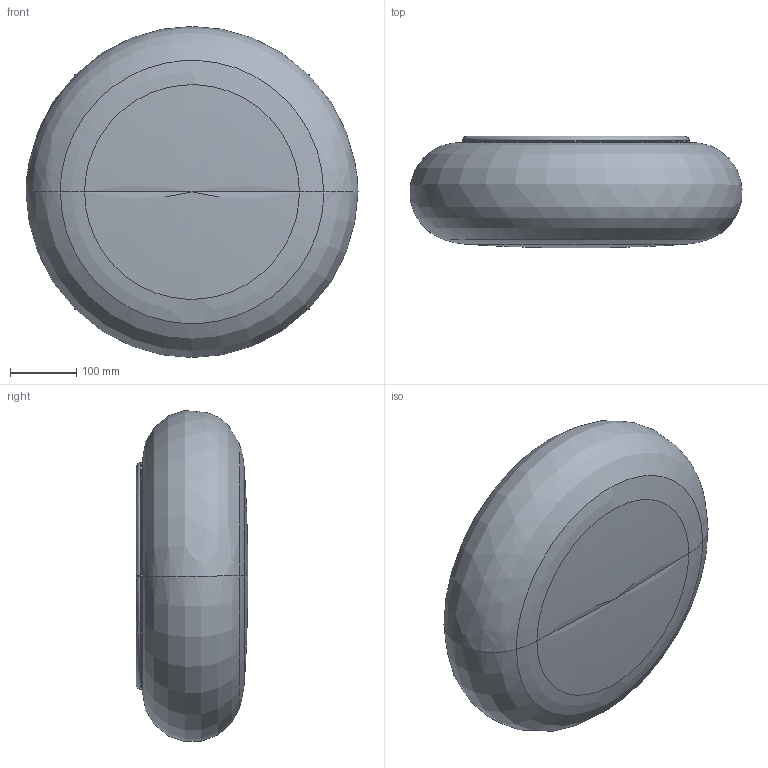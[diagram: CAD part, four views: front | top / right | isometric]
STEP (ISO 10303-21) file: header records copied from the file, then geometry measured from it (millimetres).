
FILE_DESCRIPTION(/* description */ (''),/* implementation_level */ '2;1');
FILE_NAME(/* name */ 'ITKA PARETE#PLAFONE 50',/* time_stamp */ '2012-11-05T12:17:24+01:00',/* author */ (''),/* organization */ (''),/* preprocessor_version */ 'ST-DEVELOPER v10',/* originating_system */ '',/* authorisation */ '');
FILE_SCHEMA (('CONFIG_CONTROL_DESIGN'));
Length unit declared in the file: millimetre
Products named in the file (1): 1
Bounding box: 500.19 x 168.25 x 498.66 mm (x, y, z)
Volume: 1969741.1 mm3; surface area: 1027448.6 mm2
Topology: 2 solids, 2 shells, 70 faces, 174 edges, 110 vertices
Faces by surface type: bspline 70
Entity records: 2804 total; most frequent: CARTESIAN_POINT 1795, ORIENTED_EDGE 340, EDGE_CURVE 170, VERTEX_POINT 110, EDGE_LOOP 90, ADVANCED_FACE 70, FACE_OUTER_BOUND 70, B_SPLINE_CURVE_WITH_KNOTS 34
